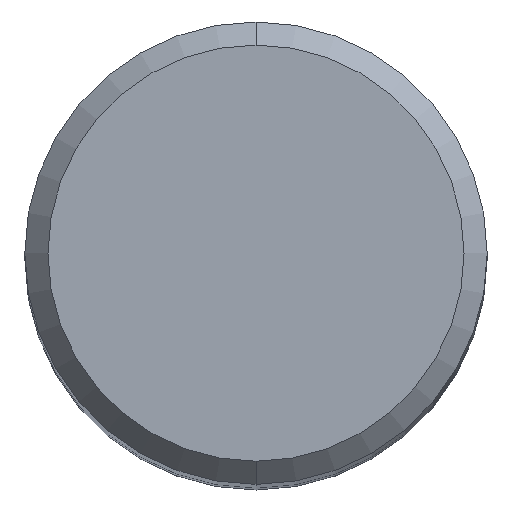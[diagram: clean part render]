
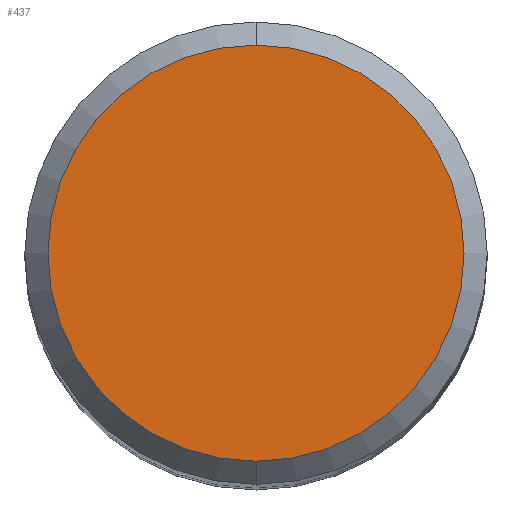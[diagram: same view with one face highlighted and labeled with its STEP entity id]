
A CAD part, top view. The second image highlights one B-rep face of the part: STEP entity #437.
In plain terms, the highlighted planar face has unit normal (0, 0, 1).
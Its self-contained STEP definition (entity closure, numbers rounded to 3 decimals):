
#173=EDGE_CURVE('',#193,#267,#464,.T.);
#193=VERTEX_POINT('',#487);
#243=EDGE_CURVE('',#267,#193,#543,.T.);
#267=VERTEX_POINT('',#569);
#437=ADVANCED_FACE('',(#755),#756,.T.);
#464=CIRCLE('',#778,3.6);
#487=CARTESIAN_POINT('',(0.0,3.6,0.0));
#543=CIRCLE('',#940,3.6);
#569=CARTESIAN_POINT('',(0.,-3.6,0.0));
#755=FACE_OUTER_BOUND('',#1359,.T.);
#756=PLANE('',#1360);
#778=AXIS2_PLACEMENT_3D('',#1392,#1393,#1394);
#940=AXIS2_PLACEMENT_3D('',#1489,#1490,#1491);
#1359=EDGE_LOOP('',(#1722,#1723));
#1360=AXIS2_PLACEMENT_3D('',#1724,#1725,#1726);
#1392=CARTESIAN_POINT('',(0.0,0.0,0.0));
#1393=DIRECTION('',(0.0,0.0,-1.0));
#1394=DIRECTION('',(0.0,1.0,0.0));
#1489=CARTESIAN_POINT('',(0.0,0.0,0.0));
#1490=DIRECTION('',(0.0,0.0,-1.0));
#1491=DIRECTION('',(0.0,1.0,0.0));
#1722=ORIENTED_EDGE('',*,*,#173,.F.);
#1723=ORIENTED_EDGE('',*,*,#243,.F.);
#1724=CARTESIAN_POINT('',(0.0,1.8,0.0));
#1725=DIRECTION('',(-0.0,0.0,1.0));
#1726=DIRECTION('',(0.0,-1.0,0.0));
